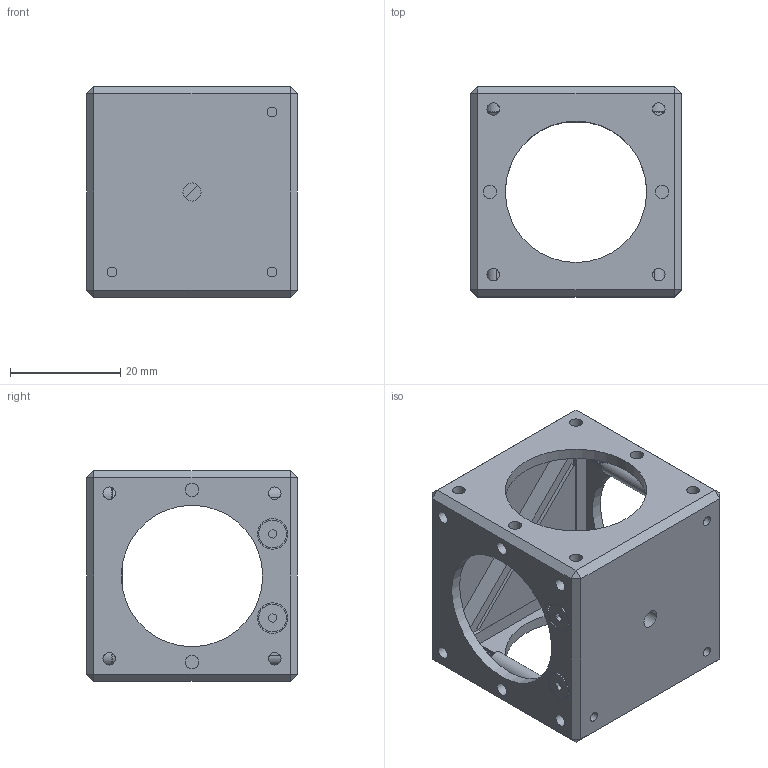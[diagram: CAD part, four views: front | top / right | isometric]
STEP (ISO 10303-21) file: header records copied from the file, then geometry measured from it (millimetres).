
FILE_DESCRIPTION(/* description */ (''),/* implementation_level */ '2;1');
FILE_NAME(/* name */ 'CCM1-4ER_M-Step.step',/* time_stamp */ '2024-06-17T21:38:23-04:00',/* author */ (''),/* organization */ (''),/* preprocessor_version */ 'ST-DEVELOPER v20',/* originating_system */ 'Autodesk Translation Framework v12.20.1.177',/* authorisation */ '');
FILE_SCHEMA (('AUTOMOTIVE_DESIGN { 1 0 10303 214 3 1 1 }'));
Products named in the file (1): CCM1-4ER_M-Step
Bounding box: 38.1 x 38.1 x 38.1 mm (x, y, z)
Volume: 18036.7 mm3; surface area: 17685 mm2
Topology: 14 solids, 14 shells, 762 faces, 1997 edges, 1306 vertices
Faces by surface type: plane 340, cylinder 294, bspline 78, cone 50
Full cylindrical faces by diameter (mm): 1.48 x87, 1.6 x3, 1.651 x3, 1.778 x3, 2 x84, 2.05 x4, 2.184 x3, 2.21 x3, 2.261 x16, 2.405 x8, 2.5 x4, 2.9 x4, 3.3 x1, 3.302 x3, 3.8 x3, 5 x4, 25.601 x4
Entity records: 44501 total; most frequent: CARTESIAN_POINT 26746, ORIENTED_EDGE 3972, DIRECTION 3067, EDGE_CURVE 1986, VERTEX_POINT 1306, LINE 1141, VECTOR 1141, AXIS2_PLACEMENT_3D 963
